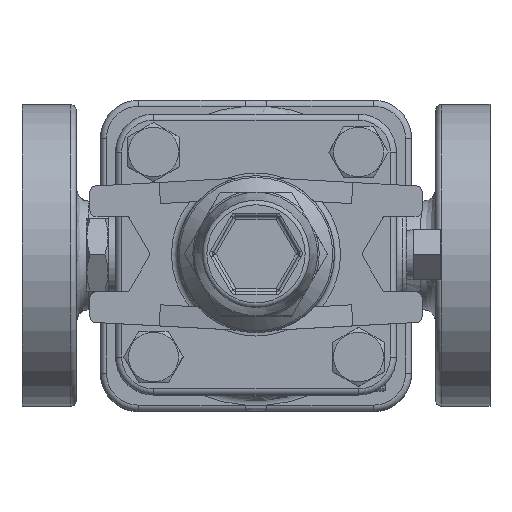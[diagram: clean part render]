
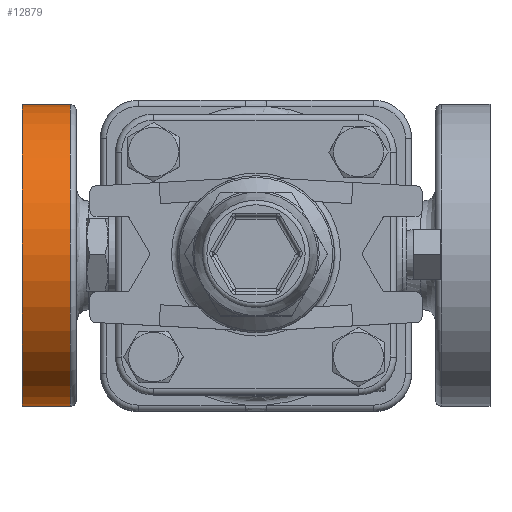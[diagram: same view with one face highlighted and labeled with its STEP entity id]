
A CAD part, top view. The second image highlights one B-rep face of the part: STEP entity #12879.
In plain terms, the highlighted cylindrical face has radius 50 mm (diameter 100 mm), a full revolution.
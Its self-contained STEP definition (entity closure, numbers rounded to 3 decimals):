
#447=FACE_BOUND('',#4629,.T.);
#2802=CYLINDRICAL_SURFACE('',#14228,50.);
#3611=FACE_OUTER_BOUND('',#4628,.T.);
#4628=EDGE_LOOP('',(#11927));
#4629=EDGE_LOOP('',(#11928));
#5321=CIRCLE('',#14227,50.);
#5322=CIRCLE('',#14229,50.);
#6506=VERTEX_POINT('',#36713);
#6507=VERTEX_POINT('',#36716);
#8327=EDGE_CURVE('',#6506,#6506,#5321,.T.);
#8328=EDGE_CURVE('',#6507,#6507,#5322,.T.);
#11927=ORIENTED_EDGE('',*,*,#8328,.T.);
#11928=ORIENTED_EDGE('',*,*,#8327,.F.);
#12879=ADVANCED_FACE('',(#3611,#447),#2802,.T.);
#14227=AXIS2_PLACEMENT_3D('',#36714,#17585,#17586);
#14228=AXIS2_PLACEMENT_3D('',#36715,#17587,#17588);
#14229=AXIS2_PLACEMENT_3D('',#36717,#17589,#17590);
#17585=DIRECTION('center_axis',(1.,0.,0.));
#17586=DIRECTION('ref_axis',(0.,0.,1.));
#17587=DIRECTION('center_axis',(1.,0.,0.));
#17588=DIRECTION('ref_axis',(0.,0.,1.));
#17589=DIRECTION('center_axis',(1.,0.,0.));
#17590=DIRECTION('ref_axis',(0.,0.,1.));
#36713=CARTESIAN_POINT('',(-61.5,0.,28.));
#36714=CARTESIAN_POINT('Origin',(-61.5,0.,78.));
#36715=CARTESIAN_POINT('Origin',(-59.5,0.,78.));
#36716=CARTESIAN_POINT('',(-77.5,0.,28.));
#36717=CARTESIAN_POINT('Origin',(-77.5,0.,78.));
